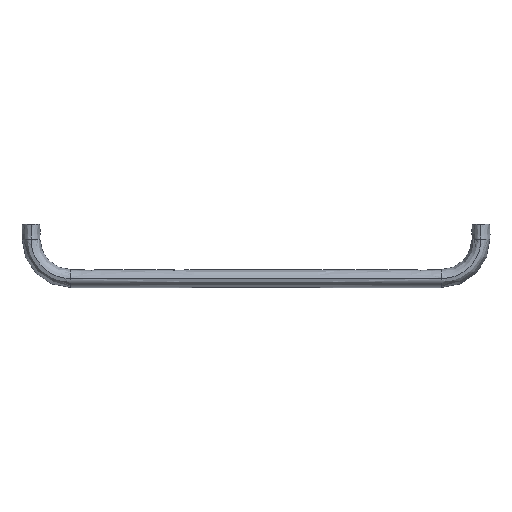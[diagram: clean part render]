
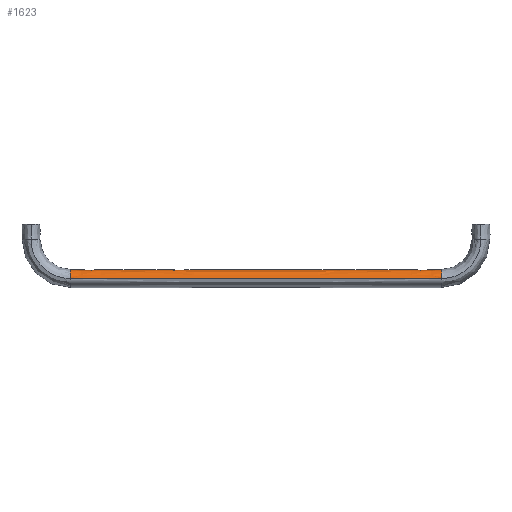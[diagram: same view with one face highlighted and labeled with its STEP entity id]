
A CAD part, top view. The second image highlights one B-rep face of the part: STEP entity #1623.
In plain terms, the highlighted free-form (B-spline) face has degree [3, 3] with [12, 4] control points.
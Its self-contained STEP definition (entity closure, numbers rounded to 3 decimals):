
#1146=CARTESIAN_POINT('',(365.0,-48.0,13.0));
#1147=VERTEX_POINT('',#1146);
#1388=CARTESIAN_POINT('',(365.0,-43.714,-10.976));
#1389=VERTEX_POINT('',#1388);
#1399=CARTESIAN_POINT('',(365.0,-48.0,13.0));
#1400=CARTESIAN_POINT('',(365.0,-46.953,13.0));
#1401=CARTESIAN_POINT('',(365.0,-45.906,12.662));
#1402=CARTESIAN_POINT('',(365.0,-43.971,11.359));
#1403=CARTESIAN_POINT('',(365.0,-43.084,10.396));
#1404=CARTESIAN_POINT('',(365.0,-40.862,6.786));
#1405=CARTESIAN_POINT('',(365.0,-40.0,3.403));
#1406=CARTESIAN_POINT('',(365.0,-40.0,-3.403));
#1407=CARTESIAN_POINT('',(365.0,-40.862,-6.786));
#1408=CARTESIAN_POINT('',(365.0,-42.758,-9.866));
#1409=CARTESIAN_POINT('',(365.0,-43.219,-10.465));
#1410=CARTESIAN_POINT('',(365.0,-43.714,-10.976));
#1411=B_SPLINE_CURVE_WITH_KNOTS('',3,(#1399,#1400,#1401,#1402,#1403,#1404,#1405,#1406,#1407,#1408,#1409,#1410),.UNSPECIFIED.,.F.,.U.,(4,2,2,2,2,4),(0.0,0.063,0.125,0.25,0.375,0.41),.UNSPECIFIED.);
#1412=EDGE_CURVE('',#1147,#1389,#1411,.T.);
#1496=CARTESIAN_POINT('',(35.0,-48.0,13.0));
#1497=VERTEX_POINT('',#1496);
#1498=CARTESIAN_POINT('',(35.0,-48.0,13.0));
#1499=CARTESIAN_POINT('',(145.,-48.001,13.0));
#1500=CARTESIAN_POINT('',(255.,-48.001,13.0));
#1501=CARTESIAN_POINT('',(365.0,-48.0,13.0));
#1502=B_SPLINE_CURVE_WITH_KNOTS('',3,(#1498,#1499,#1500,#1501),.UNSPECIFIED.,.F.,.U.,(4,4),(0.146,0.854),.UNSPECIFIED.);
#1503=EDGE_CURVE('',#1497,#1147,#1502,.T.);
#1533=CARTESIAN_POINT('',(35.0,-43.714,-10.976));
#1534=VERTEX_POINT('',#1533);
#1544=CARTESIAN_POINT('',(35.0,-43.714,-10.976));
#1545=CARTESIAN_POINT('',(145.,-43.714,-10.976));
#1546=CARTESIAN_POINT('',(255.,-43.714,-10.976));
#1547=CARTESIAN_POINT('',(365.0,-43.714,-10.976));
#1548=B_SPLINE_CURVE_WITH_KNOTS('',3,(#1544,#1545,#1546,#1547),.UNSPECIFIED.,.F.,.U.,(4,4),(0.146,0.854),.UNSPECIFIED.);
#1549=EDGE_CURVE('',#1534,#1389,#1548,.T.);
#1554=CARTESIAN_POINT('',(35.0,-48.0,13.0));
#1555=CARTESIAN_POINT('',(35.0,-46.953,13.0));
#1556=CARTESIAN_POINT('',(35.0,-45.906,12.662));
#1557=CARTESIAN_POINT('',(35.0,-43.971,11.359));
#1558=CARTESIAN_POINT('',(35.0,-43.084,10.396));
#1559=CARTESIAN_POINT('',(35.0,-40.862,6.786));
#1560=CARTESIAN_POINT('',(35.0,-40.0,3.403));
#1561=CARTESIAN_POINT('',(35.0,-40.0,-3.403));
#1562=CARTESIAN_POINT('',(35.0,-40.862,-6.786));
#1563=CARTESIAN_POINT('',(35.0,-42.758,-9.866));
#1564=CARTESIAN_POINT('',(35.0,-43.219,-10.465));
#1565=CARTESIAN_POINT('',(35.0,-43.714,-10.976));
#1566=CARTESIAN_POINT('',(145.,-48.001,13.0));
#1567=CARTESIAN_POINT('',(145.,-46.954,13.0));
#1568=CARTESIAN_POINT('',(145.,-45.907,12.662));
#1569=CARTESIAN_POINT('',(145.,-43.972,11.359));
#1570=CARTESIAN_POINT('',(145.,-43.084,10.396));
#1571=CARTESIAN_POINT('',(145.,-40.863,6.786));
#1572=CARTESIAN_POINT('',(145.,-40.001,3.403));
#1573=CARTESIAN_POINT('',(145.,-40.001,-3.403));
#1574=CARTESIAN_POINT('',(145.,-40.863,-6.786));
#1575=CARTESIAN_POINT('',(145.,-42.759,-9.866));
#1576=CARTESIAN_POINT('',(145.,-43.219,-10.465));
#1577=CARTESIAN_POINT('',(145.,-43.714,-10.976));
#1578=CARTESIAN_POINT('',(255.,-48.001,13.0));
#1579=CARTESIAN_POINT('',(255.,-46.954,13.0));
#1580=CARTESIAN_POINT('',(255.,-45.907,12.662));
#1581=CARTESIAN_POINT('',(255.,-43.972,11.359));
#1582=CARTESIAN_POINT('',(255.,-43.084,10.396));
#1583=CARTESIAN_POINT('',(255.,-40.863,6.786));
#1584=CARTESIAN_POINT('',(255.,-40.001,3.403));
#1585=CARTESIAN_POINT('',(255.,-40.001,-3.403));
#1586=CARTESIAN_POINT('',(255.,-40.863,-6.786));
#1587=CARTESIAN_POINT('',(255.,-42.759,-9.866));
#1588=CARTESIAN_POINT('',(255.,-43.219,-10.465));
#1589=CARTESIAN_POINT('',(255.,-43.714,-10.976));
#1590=CARTESIAN_POINT('',(365.0,-48.0,13.0));
#1591=CARTESIAN_POINT('',(365.0,-46.953,13.0));
#1592=CARTESIAN_POINT('',(365.0,-45.906,12.662));
#1593=CARTESIAN_POINT('',(365.0,-43.971,11.359));
#1594=CARTESIAN_POINT('',(365.0,-43.084,10.396));
#1595=CARTESIAN_POINT('',(365.0,-40.862,6.786));
#1596=CARTESIAN_POINT('',(365.0,-40.0,3.403));
#1597=CARTESIAN_POINT('',(365.0,-40.0,-3.403));
#1598=CARTESIAN_POINT('',(365.0,-40.862,-6.786));
#1599=CARTESIAN_POINT('',(365.0,-42.758,-9.866));
#1600=CARTESIAN_POINT('',(365.0,-43.219,-10.465));
#1601=CARTESIAN_POINT('',(365.0,-43.714,-10.976));
#1602=B_SPLINE_SURFACE_WITH_KNOTS('',3,3,((#1554,#1566,#1578,#1590),(#1555,#1567,#1579,#1591),(#1556,#1568,#1580,#1592),(#1557,#1569,#1581,#1593),(#1558,#1570,#1582,#1594),(#1559,#1571,#1583,#1595),(#1560,#1572,#1584,#1596),(#1561,#1573,#1585,#1597),(#1562,#1574,#1586,#1598),(#1563,#1575,#1587,#1599),(#1564,#1576,#1588,#1600),(#1565,#1577,#1589,#1601)),.UNSPECIFIED.,.F.,.F.,.U.,(4,2,2,2,2,4),(4,4),(0.0,4.993,9.986,19.972,29.958,32.754),(0.0,330.),.UNSPECIFIED.);
#1603=ORIENTED_EDGE('',*,*,#1412,.T.);
#1604=ORIENTED_EDGE('',*,*,#1549,.F.);
#1605=CARTESIAN_POINT('',(35.0,-48.0,13.0));
#1606=CARTESIAN_POINT('',(35.0,-46.953,13.0));
#1607=CARTESIAN_POINT('',(35.0,-45.906,12.662));
#1608=CARTESIAN_POINT('',(35.0,-43.971,11.359));
#1609=CARTESIAN_POINT('',(35.0,-43.084,10.396));
#1610=CARTESIAN_POINT('',(35.0,-40.862,6.786));
#1611=CARTESIAN_POINT('',(35.0,-40.0,3.403));
#1612=CARTESIAN_POINT('',(35.0,-40.0,-3.403));
#1613=CARTESIAN_POINT('',(35.0,-40.862,-6.786));
#1614=CARTESIAN_POINT('',(35.0,-42.758,-9.866));
#1615=CARTESIAN_POINT('',(35.0,-43.219,-10.465));
#1616=CARTESIAN_POINT('',(35.0,-43.714,-10.976));
#1617=B_SPLINE_CURVE_WITH_KNOTS('',3,(#1605,#1606,#1607,#1608,#1609,#1610,#1611,#1612,#1613,#1614,#1615,#1616),.UNSPECIFIED.,.F.,.U.,(4,2,2,2,2,4),(0.0,0.063,0.125,0.25,0.375,0.41),.UNSPECIFIED.);
#1618=EDGE_CURVE('',#1497,#1534,#1617,.T.);
#1619=ORIENTED_EDGE('',*,*,#1618,.F.);
#1620=ORIENTED_EDGE('',*,*,#1503,.T.);
#1621=EDGE_LOOP('',(#1603,#1604,#1619,#1620));
#1622=FACE_OUTER_BOUND('',#1621,.T.);
#1623=ADVANCED_FACE('',(#1622),#1602,.F.);
